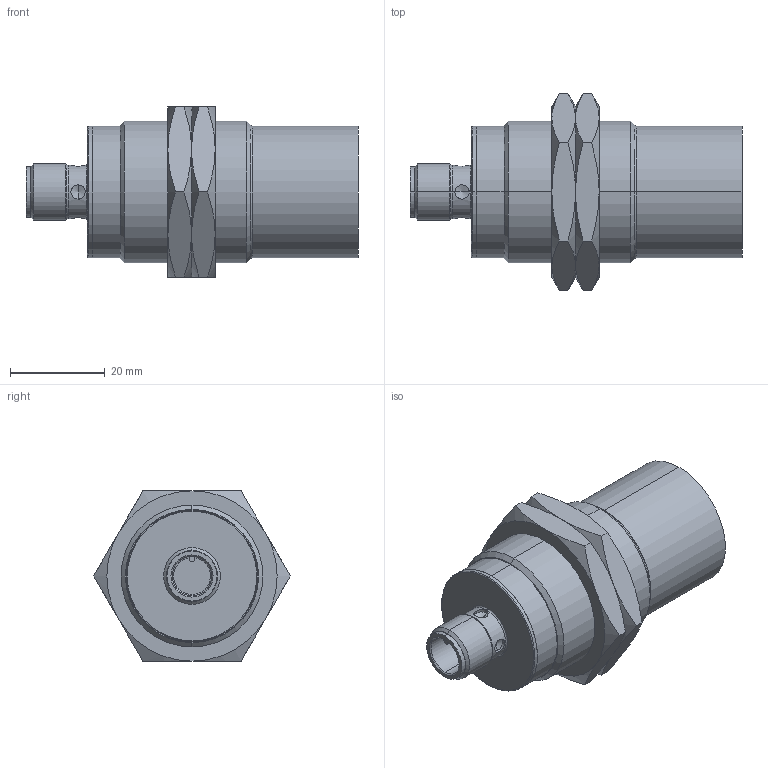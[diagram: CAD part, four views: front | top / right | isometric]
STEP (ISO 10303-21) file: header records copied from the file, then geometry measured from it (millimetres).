
FILE_DESCRIPTION (( 'STEP AP214' ), '1' );
FILE_NAME ('PTW-AN-2H.step', '2018-04-17T20:04:40', ( '' ), ( '' ), 'SwSTEP 2.0', 'SolidWorks 2017', '' );
FILE_SCHEMA (( 'AUTOMOTIVE_DESIGN' ));
Length unit declared in the file: inch
Products named in the file (1): PTW-AN-2H
Bounding box: 70.2 x 41.57 x 36 mm (x, y, z)
Volume: 42839.4 mm3; surface area: 10945.1 mm2
Topology: 3 solids, 3 shells, 114 faces, 252 edges, 143 vertices
Faces by surface type: cone 50, cylinder 29, plane 26, bspline 9
Entity records: 5270 total; most frequent: CARTESIAN_POINT 1353, DIRECTION 492, ORIENTED_EDGE 488, EDGE_CURVE 244, AXIS2_PLACEMENT_3D 208, VERTEX_POINT 143, EDGE_LOOP 125, UNCERTAINTY_MEASURE_WITH_UNIT 119
